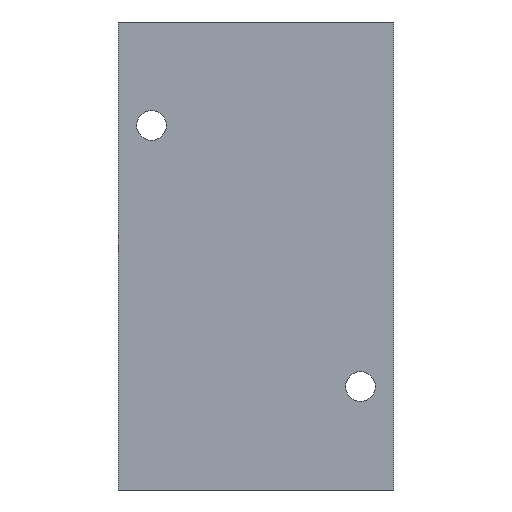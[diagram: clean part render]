
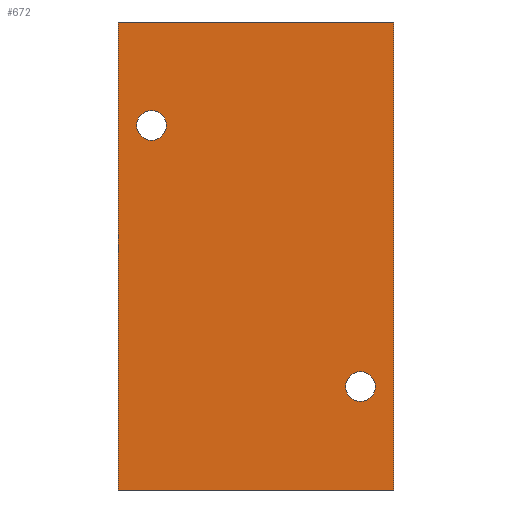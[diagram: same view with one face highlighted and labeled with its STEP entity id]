
A CAD part, front view. The second image highlights one B-rep face of the part: STEP entity #672.
In plain terms, the highlighted planar face has unit normal (0, -1, 0).
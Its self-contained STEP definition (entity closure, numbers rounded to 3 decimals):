
#26 = VERTEX_POINT ( 'NONE', #395 ) ;
#76 = CARTESIAN_POINT ( 'NONE',  ( 66., -44., 112. ) ) ;
#183 = EDGE_LOOP ( 'NONE', ( #1801, #1567 ) ) ;
#206 = CARTESIAN_POINT ( 'NONE',  ( -66., -44., 112. ) ) ;
#247 = CARTESIAN_POINT ( 'NONE',  ( -66., -44., -112. ) ) ;
#249 = DIRECTION ( 'NONE',  ( 0., 0., -1. ) ) ;
#269 = VERTEX_POINT ( 'NONE', #1188 ) ;
#271 = VERTEX_POINT ( 'NONE', #897 ) ;
#312 = DIRECTION ( 'NONE',  ( 0., 1., 0. ) ) ;
#316 = ORIENTED_EDGE ( 'NONE', *, *, #1642, .F. ) ;
#328 = ORIENTED_EDGE ( 'NONE', *, *, #831, .T. ) ;
#332 = ORIENTED_EDGE ( 'NONE', *, *, #506, .F. ) ;
#355 = CARTESIAN_POINT ( 'NONE',  ( 50., -44., -69.625 ) ) ;
#373 = CIRCLE ( 'NONE', #1393, 7.125 ) ;
#395 = CARTESIAN_POINT ( 'NONE',  ( 66., -44., -112. ) ) ;
#404 = VECTOR ( 'NONE', #1622, 1000. ) ;
#421 = EDGE_CURVE ( 'NONE', #269, #271, #1211, .T. ) ;
#446 = EDGE_CURVE ( 'NONE', #1586, #1523, #1508, .T. ) ;
#495 = DIRECTION ( 'NONE',  ( 0., 0., -1. ) ) ;
#506 = EDGE_CURVE ( 'NONE', #1313, #26, #1334, .T. ) ;
#526 = EDGE_CURVE ( 'NONE', #1523, #1586, #373, .T. ) ;
#596 = CARTESIAN_POINT ( 'NONE',  ( -66., -44., 112. ) ) ;
#615 = DIRECTION ( 'NONE',  ( 0., 0., -1. ) ) ;
#656 = CARTESIAN_POINT ( 'NONE',  ( 50., -44., -62.5 ) ) ;
#664 = CARTESIAN_POINT ( 'NONE',  ( 50., -44., -55.375 ) ) ;
#672 = ADVANCED_FACE ( 'NONE', ( #1152, #883, #1161 ), #1570, .F. ) ;
#753 = DIRECTION ( 'NONE',  ( 0., -1., 0. ) ) ;
#764 = AXIS2_PLACEMENT_3D ( 'NONE', #1225, #753, #1207 ) ;
#786 = ORIENTED_EDGE ( 'NONE', *, *, #421, .T. ) ;
#808 = ORIENTED_EDGE ( 'NONE', *, *, #446, .F. ) ;
#827 = CARTESIAN_POINT ( 'NONE',  ( -50., -44., 69.625 ) ) ;
#831 = EDGE_CURVE ( 'NONE', #271, #26, #902, .T. ) ;
#883 = FACE_BOUND ( 'NONE', #183, .T. ) ;
#884 = LINE ( 'NONE', #596, #1807 ) ;
#892 = AXIS2_PLACEMENT_3D ( 'NONE', #206, #312, #1185 ) ;
#897 = CARTESIAN_POINT ( 'NONE',  ( -66., -44., -112. ) ) ;
#902 = LINE ( 'NONE', #247, #1328 ) ;
#909 = EDGE_CURVE ( 'NONE', #965, #1423, #1385, .T. ) ;
#965 = VERTEX_POINT ( 'NONE', #827 ) ;
#967 = DIRECTION ( 'NONE',  ( 0., -1., 0. ) ) ;
#1065 = CARTESIAN_POINT ( 'NONE',  ( -50., -44., 62.5 ) ) ;
#1132 = DIRECTION ( 'NONE',  ( 0., 0., -1. ) ) ;
#1152 = FACE_BOUND ( 'NONE', #1759, .T. ) ;
#1161 = FACE_OUTER_BOUND ( 'NONE', #1320, .T. ) ;
#1176 = DIRECTION ( 'NONE',  ( 1., 0., 0. ) ) ;
#1185 = DIRECTION ( 'NONE',  ( 0., 0., 1. ) ) ;
#1188 = CARTESIAN_POINT ( 'NONE',  ( -66., -44., 112. ) ) ;
#1207 = DIRECTION ( 'NONE',  ( 0., 0., -1. ) ) ;
#1211 = LINE ( 'NONE', #1749, #404 ) ;
#1225 = CARTESIAN_POINT ( 'NONE',  ( -50., -44., 62.5 ) ) ;
#1230 = EDGE_CURVE ( 'NONE', #1423, #965, #1331, .T. ) ;
#1313 = VERTEX_POINT ( 'NONE', #1585 ) ;
#1320 = EDGE_LOOP ( 'NONE', ( #328, #332, #316, #786 ) ) ;
#1328 = VECTOR ( 'NONE', #1343, 1000. ) ;
#1331 = CIRCLE ( 'NONE', #764, 7.125 ) ;
#1334 = LINE ( 'NONE', #76, #1569 ) ;
#1343 = DIRECTION ( 'NONE',  ( 1., 0., 0. ) ) ;
#1351 = CARTESIAN_POINT ( 'NONE',  ( 50., -44., -62.5 ) ) ;
#1385 = CIRCLE ( 'NONE', #1497, 7.125 ) ;
#1393 = AXIS2_PLACEMENT_3D ( 'NONE', #656, #967, #1132 ) ;
#1421 = ORIENTED_EDGE ( 'NONE', *, *, #526, .F. ) ;
#1423 = VERTEX_POINT ( 'NONE', #1623 ) ;
#1497 = AXIS2_PLACEMENT_3D ( 'NONE', #1065, #1762, #615 ) ;
#1508 = CIRCLE ( 'NONE', #1534, 7.125 ) ;
#1523 = VERTEX_POINT ( 'NONE', #664 ) ;
#1534 = AXIS2_PLACEMENT_3D ( 'NONE', #1351, #1636, #249 ) ;
#1567 = ORIENTED_EDGE ( 'NONE', *, *, #909, .F. ) ;
#1569 = VECTOR ( 'NONE', #495, 1000. ) ;
#1570 = PLANE ( 'NONE',  #892 ) ;
#1585 = CARTESIAN_POINT ( 'NONE',  ( 66., -44., 112. ) ) ;
#1586 = VERTEX_POINT ( 'NONE', #355 ) ;
#1622 = DIRECTION ( 'NONE',  ( 0., 0., -1. ) ) ;
#1623 = CARTESIAN_POINT ( 'NONE',  ( -50., -44., 55.375 ) ) ;
#1636 = DIRECTION ( 'NONE',  ( 0., -1., 0. ) ) ;
#1642 = EDGE_CURVE ( 'NONE', #269, #1313, #884, .T. ) ;
#1749 = CARTESIAN_POINT ( 'NONE',  ( -66., -44., 112. ) ) ;
#1759 = EDGE_LOOP ( 'NONE', ( #808, #1421 ) ) ;
#1762 = DIRECTION ( 'NONE',  ( 0., -1., 0. ) ) ;
#1801 = ORIENTED_EDGE ( 'NONE', *, *, #1230, .F. ) ;
#1807 = VECTOR ( 'NONE', #1176, 1000. ) ;
